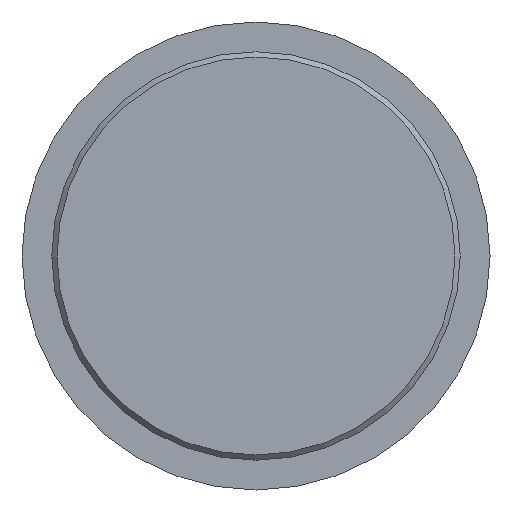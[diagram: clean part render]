
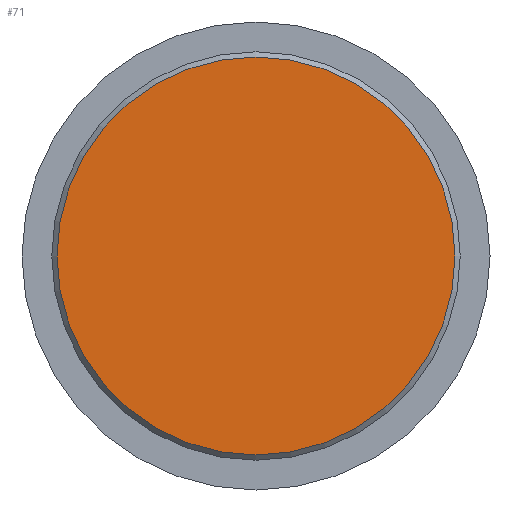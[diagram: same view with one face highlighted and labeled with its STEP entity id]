
A CAD part, front view. The second image highlights one B-rep face of the part: STEP entity #71.
In plain terms, the highlighted planar face has unit normal (0, -1, 0).
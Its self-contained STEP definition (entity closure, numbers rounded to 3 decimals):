
#71 = ADVANCED_FACE( '', ( #147 ), #148, .F. );
#147 = FACE_OUTER_BOUND( '', #224, .T. );
#148 = PLANE( '', #225 );
#224 = EDGE_LOOP( '', ( #357 ) );
#225 = AXIS2_PLACEMENT_3D( '', #358, #359, #360 );
#357 = ORIENTED_EDGE( '', *, *, #458, .T. );
#358 = CARTESIAN_POINT( '', ( 23.387, -16., 0. ) );
#359 = DIRECTION( '', ( 0., 1., 0. ) );
#360 = DIRECTION( '', ( 0., 0., 1. ) );
#458 = EDGE_CURVE( '', #540, #540, #541, .T. );
#540 = VERTEX_POINT( '', #700 );
#541 = CIRCLE( '', #701, 23.387 );
#700 = CARTESIAN_POINT( '', ( 0., -16., -23.387 ) );
#701 = AXIS2_PLACEMENT_3D( '', #765, #766, #767 );
#765 = CARTESIAN_POINT( '', ( 0., -16., 0. ) );
#766 = DIRECTION( '', ( 0., -1., 0. ) );
#767 = DIRECTION( '', ( 0., 0., -1. ) );
